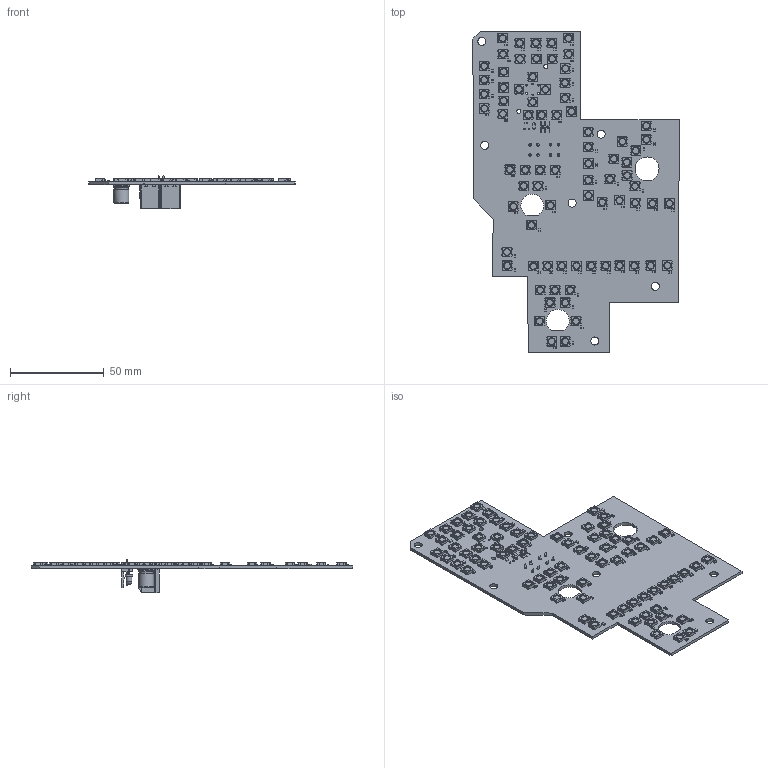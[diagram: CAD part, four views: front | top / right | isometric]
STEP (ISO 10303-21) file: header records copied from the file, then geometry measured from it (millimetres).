
FILE_DESCRIPTION(('KiCad electronic assembly'),'2;1');
FILE_NAME('DISP-EMC Panel PCB V1.step','2021-09-16T14:57:13',( 'An Author'),('A Company'),'Open CASCADE STEP processor 6.9', 'KiCad to STEP converter','Unknown');
FILE_SCHEMA(('AUTOMOTIVE_DESIGN { 1 0 10303 214 1 1 1 1 }'));
Length unit declared in the file: millimetre
Products named in the file (18): Open CASCADE STEP translator 6.9 1; 022272021; COMPOUND; 39281043; SOLID; C_0603_1608Metric; D_SOD-123; R_0603_1608Metric; LED_WS2812B_PLCC4_5.0x5.0mm_P3.2mm; LED_D3.0mm; CP_Elec_8x10
Assembly tree (147 placements, depth 3):
  Open CASCADE STEP translator 6.9 1
    022272021
      COMPOUND
    39281043  x2
      SOLID
    C_0603_1608Metric  x53
      SOLID
    D_SOD-123
      SOLID
    R_0603_1608Metric
      SOLID
    LED_WS2812B_PLCC4_5.0x5.0mm_P3.2mm  x78
      SOLID
    LED_D3.0mm
      SOLID
    CP_Elec_8x10
      SOLID
    COMPOUND
Bounding box: 110.26 x 171.75 x 17.94 mm (x, y, z)
Volume: 26221.2 mm3; surface area: 39063.4 mm2
Topology: 139 solids, 139 shells, 7307 faces, 20841 edges, 13719 vertices
Faces by surface type: plane 4783, cylinder 2412, cone 78, bspline 28, torus 4, sphere 1, revolution 1
Full cylindrical faces by diameter (mm): 0.762 x2, 0.9 x2, 1 x4, 1.19 x2, 1.4 x8, 2.25 x2, 3 x1, 3.333 x78, 4.3 x6, 8 x2, 12.76 x1
Entity records: 35325 total; most frequent: CARTESIAN_POINT 6543, DIRECTION 5068, LINE 3342, VECTOR 3342, ORIENTED_EDGE 2548, PCURVE 2548, DEFINITIONAL_REPRESENTATION 2548, EDGE_CURVE 1274
